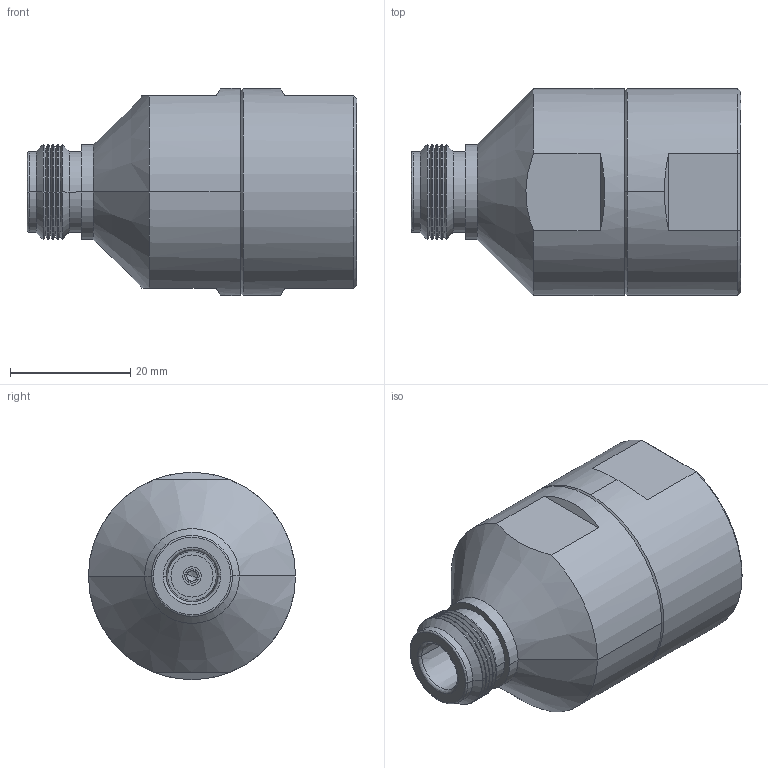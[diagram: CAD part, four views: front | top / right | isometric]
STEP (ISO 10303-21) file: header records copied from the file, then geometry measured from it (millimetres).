
FILE_DESCRIPTION (( 'STEP AP214' ), '1' );
FILE_NAME ('3190-6444(EZ-900-NFC-2-SP)_SD.STEP', '2020-04-07T01:51:36', ( '' ), ( '' ), 'SwSTEP 2.0', 'SolidWorks 2018', '' );
FILE_SCHEMA (( 'AUTOMOTIVE_DESIGN' ));
Length unit declared in the file: millimetre
Products named in the file (2): SD^3190-6444; 3190-6444(EZ-900-NFC-2-SP)_SD
Assembly tree (1 placements, depth 2):
  3190-6444(EZ-900-NFC-2-SP)_SD
    SD^3190-6444
Bounding box: 54.9 x 34.5 x 34.5 mm (x, y, z)
Volume: 26780.7 mm3; surface area: 15544.7 mm2
Topology: 1 solids, 1 shells, 363 faces, 880 edges, 537 vertices
Faces by surface type: cone 162, cylinder 88, plane 75, bspline 38
Entity records: 11642 total; most frequent: CARTESIAN_POINT 3166, DIRECTION 1850, ORIENTED_EDGE 1756, EDGE_CURVE 878, AXIS2_PLACEMENT_3D 773, VERTEX_POINT 537, CIRCLE 444, EDGE_LOOP 383
